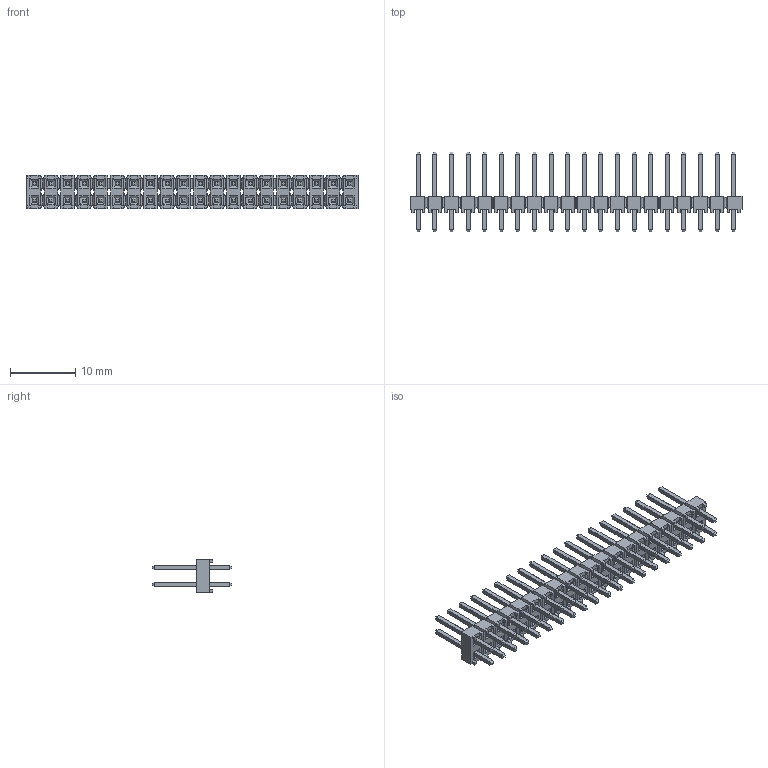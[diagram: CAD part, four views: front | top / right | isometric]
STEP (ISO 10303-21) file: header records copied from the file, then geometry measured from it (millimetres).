
FILE_DESCRIPTION (( 'STEP AP203' ), '1' );
FILE_NAME ('TSW-120-24-X-D.step', '2013-01-11T00:45:02', ( 'Test' ), ( 'SAMTEC' ), 'SwSTEP 2.0', 'SolidWorks 2010', '' );
FILE_SCHEMA (( 'CONFIG_CONTROL_DESIGN' ));
Products named in the file (1): TSW-120-24-X-D
Bounding box: 50.8 x 12.19 x 5.08 mm (x, y, z)
Volume: 640.5 mm3; surface area: 2025.8 mm2
Topology: 1 solids, 1 shells, 1822 faces, 4314 edges, 2536 vertices
Faces by surface type: plane 1822
Entity records: 50093 total; most frequent: CARTESIAN_POINT 8673, ORIENTED_EDGE 8628, DIRECTION 7960, EDGE_CURVE 4314, LINE 4314, VECTOR 4314, VERTEX_POINT 2536, EDGE_LOOP 1902
